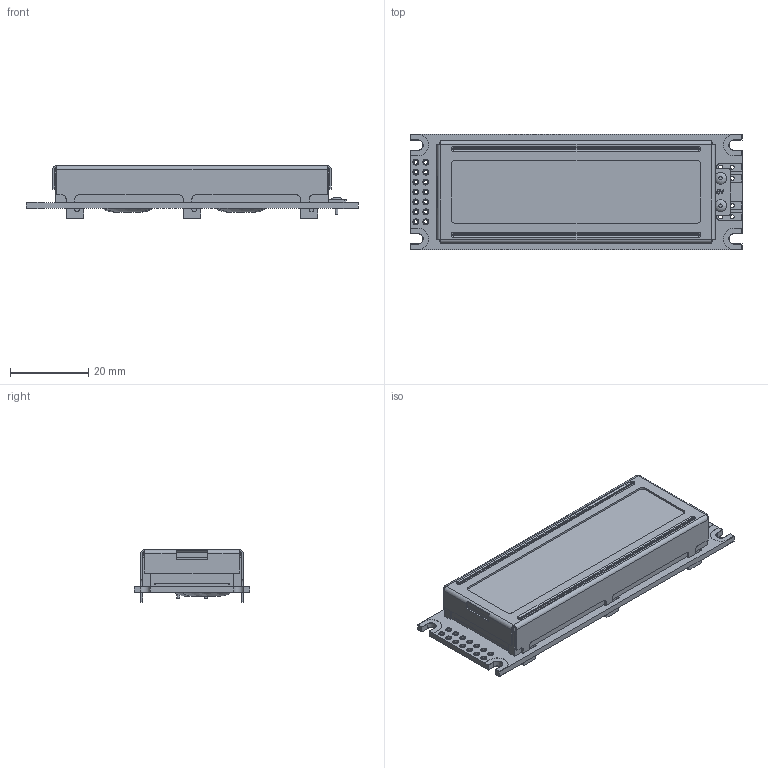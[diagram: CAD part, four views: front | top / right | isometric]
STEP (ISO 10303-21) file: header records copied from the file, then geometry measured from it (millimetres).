
FILE_DESCRIPTION(/* description */ (''),/* implementation_level */ '2;1');
FILE_NAME(/* name */ 'LCD1602_DV-16230-S2F - assembly.stp',/* time_stamp */ '2020-07-03T17:45:00+04:00',/* author */ (''),/* organization */ (''),/* preprocessor_version */ 'ST-DEVELOPER v16.7',/* originating_system */ 'SIEMENS PLM Software NX 1904',/* authorisation */ '');
FILE_SCHEMA (('AUTOMOTIVE_DESIGN { 1 0 10303 214 3 1 1 1 }'));
Length unit declared in the file: millimetre
Products named in the file (4): LCD1602_DV-16230-S2F - экран; LCD1602_DV-16230-S2F - корпус экрана; LCD1602_DV-16230-S2F - основание; LCD1602_DV-16230-S2F - assembly
Assembly tree (3 placements, depth 2):
  LCD1602_DV-16230-S2F - assembly
    LCD1602_DV-16230-S2F - основание
    LCD1602_DV-16230-S2F - корпус экрана
    LCD1602_DV-16230-S2F - экран
Bounding box: 85 x 29.5 x 13.5 mm (x, y, z)
Volume: 17457.3 mm3; surface area: 33379.7 mm2
Topology: 90 solids, 90 shells, 770 faces, 1744 edges, 1156 vertices
Faces by surface type: plane 424, cylinder 304, bspline 22, torus 16, extrusion 4
Full cylindrical faces by diameter (mm): 0.7 x2, 0.99 x22, 1 x90, 1.5 x28
Entity records: 22305 total; most frequent: CARTESIAN_POINT 4240, DIRECTION 3708, ORIENTED_EDGE 3144, EDGE_CURVE 1572, AXIS2_PLACEMENT_3D 1420, VERTEX_POINT 1132, EDGE_LOOP 1116, VECTOR 868
